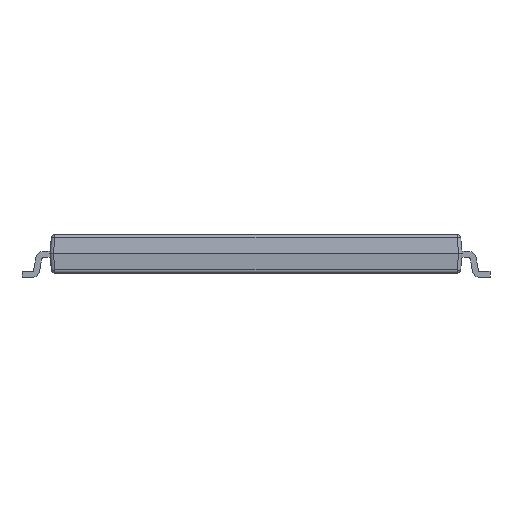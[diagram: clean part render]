
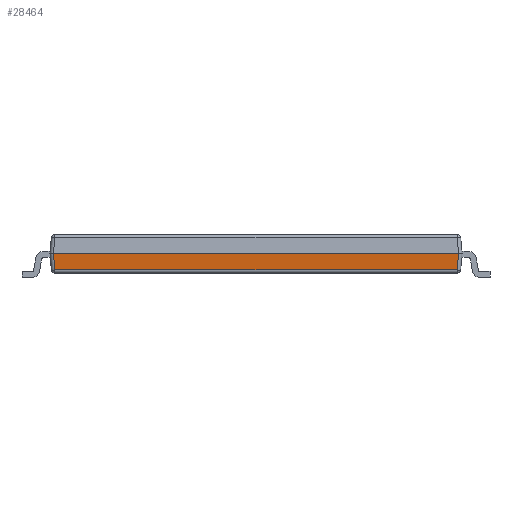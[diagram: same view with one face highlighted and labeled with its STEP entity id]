
A CAD part, front view. The second image highlights one B-rep face of the part: STEP entity #28464.
In plain terms, the highlighted planar face has unit normal (0, -0.996, -0.087).
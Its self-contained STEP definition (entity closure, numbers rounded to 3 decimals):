
#1579 = EDGE_CURVE ( 'NONE', #28609, #24389, #47416, .T. ) ;
#2554 = ORIENTED_EDGE ( 'NONE', *, *, #1579, .F. ) ;
#3782 = ORIENTED_EDGE ( 'NONE', *, *, #13986, .T. ) ;
#4764 = PLANE ( 'NONE',  #27802 ) ;
#5013 = DIRECTION ( 'NONE',  ( 0., 0.087, -0.996 ) ) ;
#5069 = CARTESIAN_POINT ( 'NONE',  ( 5.712, -3.912, -1.008 ) ) ;
#12440 = DIRECTION ( 'NONE',  ( 1., 0., 0. ) ) ;
#13213 = FACE_OUTER_BOUND ( 'NONE', #22441, .T. ) ;
#13497 = VERTEX_POINT ( 'NONE', #46938 ) ;
#13986 = EDGE_CURVE ( 'NONE', #28609, #44488, #17674, .T. ) ;
#14629 = CARTESIAN_POINT ( 'NONE',  ( -5.8, -4., 0. ) ) ;
#15113 = VECTOR ( 'NONE', #26646, 1000. ) ;
#17674 = LINE ( 'NONE', #35642, #32965 ) ;
#19809 = ORIENTED_EDGE ( 'NONE', *, *, #25592, .T. ) ;
#21723 = DIRECTION ( 'NONE',  ( 1., 0., 0. ) ) ;
#22441 = EDGE_LOOP ( 'NONE', ( #24349, #19809, #2554, #3782 ) ) ;
#24349 = ORIENTED_EDGE ( 'NONE', *, *, #25761, .T. ) ;
#24389 = VERTEX_POINT ( 'NONE', #45937 ) ;
#25592 = EDGE_CURVE ( 'NONE', #13497, #24389, #26396, .T. ) ;
#25761 = EDGE_CURVE ( 'NONE', #44488, #13497, #30879, .T. ) ;
#26396 = LINE ( 'NONE', #5069, #15113 ) ;
#26646 = DIRECTION ( 'NONE',  ( 0.087, -0.087, 0.992 ) ) ;
#27802 = AXIS2_PLACEMENT_3D ( 'NONE', #35318, #34842, #5013 ) ;
#28464 = ADVANCED_FACE ( 'NONE', ( #13213 ), #4764, .T. ) ;
#28609 = VERTEX_POINT ( 'NONE', #14629 ) ;
#29003 = CARTESIAN_POINT ( 'NONE',  ( -5.9, -4., 0. ) ) ;
#30879 = LINE ( 'NONE', #41813, #32178 ) ;
#31923 = VECTOR ( 'NONE', #21723, 1000. ) ;
#32178 = VECTOR ( 'NONE', #12440, 1000. ) ;
#32494 = DIRECTION ( 'NONE',  ( 0.087, 0.087, -0.992 ) ) ;
#32965 = VECTOR ( 'NONE', #32494, 1000. ) ;
#34842 = DIRECTION ( 'NONE',  ( 0., -0.996, -0.087 ) ) ;
#35318 = CARTESIAN_POINT ( 'NONE',  ( -5.9, -4., 0. ) ) ;
#35642 = CARTESIAN_POINT ( 'NONE',  ( -5.801, -4.001, 0.009 ) ) ;
#41813 = CARTESIAN_POINT ( 'NONE',  ( 5.852, -3.96, -0.459 ) ) ;
#44002 = CARTESIAN_POINT ( 'NONE',  ( -5.76, -3.96, -0.459 ) ) ;
#44488 = VERTEX_POINT ( 'NONE', #44002 ) ;
#45937 = CARTESIAN_POINT ( 'NONE',  ( 5.8, -4., 0. ) ) ;
#46938 = CARTESIAN_POINT ( 'NONE',  ( 5.76, -3.96, -0.459 ) ) ;
#47416 = LINE ( 'NONE', #29003, #31923 ) ;
